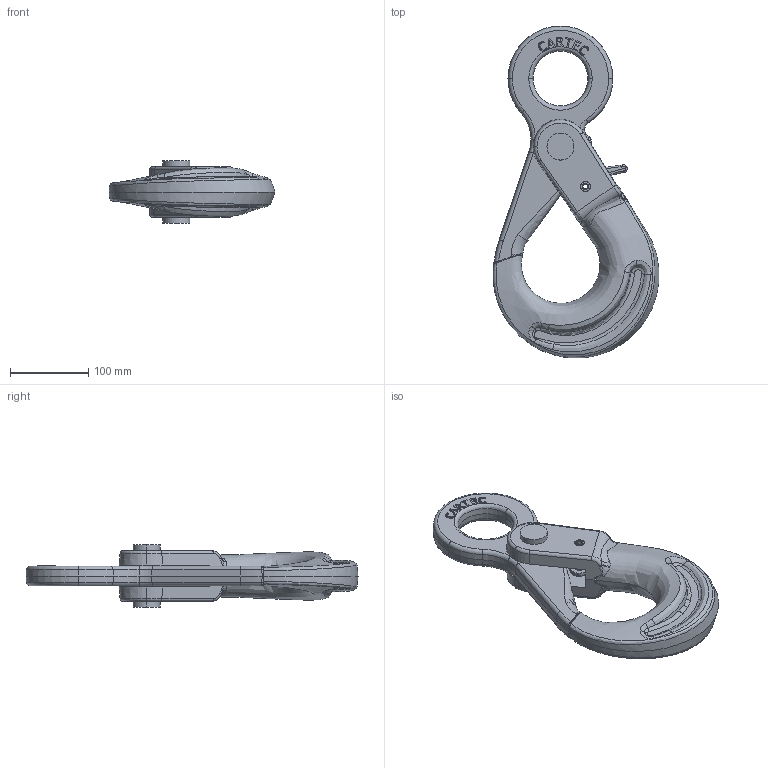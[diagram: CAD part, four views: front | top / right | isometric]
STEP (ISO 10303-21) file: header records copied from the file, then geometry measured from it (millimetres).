
FILE_DESCRIPTION(('STEP AP214'),'1');
FILE_NAME('cro_22.stp','2018-01-24T07:05:50',('TraceParts'),('TraceParts S.A.'),'Spatial InterOp 3D',' ',' ');
FILE_SCHEMA(('automotive_design'));
Length unit declared in the file: millimetre
Products named in the file (6): cro_22_1; cro_22_2; cro_22_3; cro_22_4; cro_22_5; cro_22_6
Bounding box: 211.79 x 423.8 x 80 mm (x, y, z)
Volume: 1680971.5 mm3; surface area: 198155.8 mm2
Topology: 6 solids, 6 shells, 481 faces, 1201 edges, 730 vertices
Faces by surface type: bspline 165, plane 129, cylinder 99, torus 46, cone 34, sphere 8
Entity records: 33798 total; most frequent: CARTESIAN_POINT 19141, ORIENTED_EDGE 2382, DIRECTION 2049, EDGE_CURVE 1191, AXIS2_PLACEMENT_3D 798, VERTEX_POINT 730, EDGE_LOOP 509, STYLED_ITEM 487
